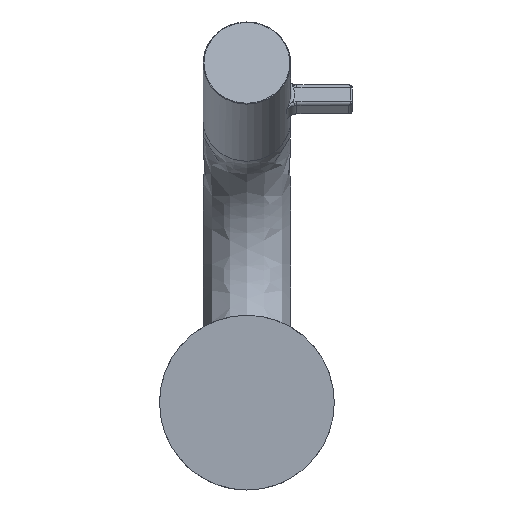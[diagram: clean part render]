
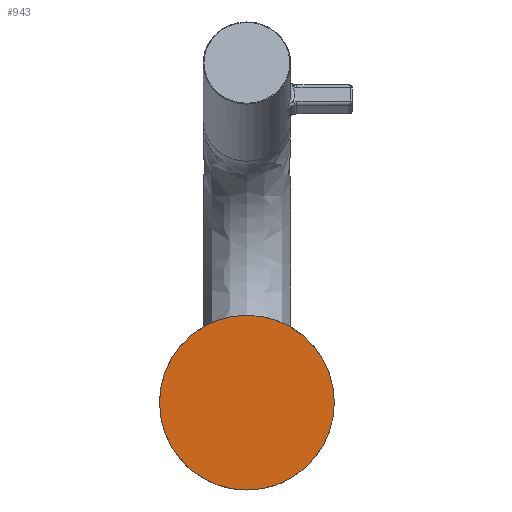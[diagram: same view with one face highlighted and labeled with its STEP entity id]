
A CAD part, front view. The second image highlights one B-rep face of the part: STEP entity #943.
In plain terms, the highlighted planar face has unit normal (0, -1, 0).
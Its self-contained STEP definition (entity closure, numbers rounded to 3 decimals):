
#3 = CIRCLE ( 'NONE', #247, 24. ) ;
#109 = EDGE_CURVE ( 'NONE', #868, #868, #3, .T. ) ;
#232 = PLANE ( 'NONE',  #1299 ) ;
#247 = AXIS2_PLACEMENT_3D ( 'NONE', #257, #808, #399 ) ;
#257 = CARTESIAN_POINT ( 'NONE',  ( 0., 0., 0. ) ) ;
#399 = DIRECTION ( 'NONE',  ( 1., 0., 0. ) ) ;
#436 = EDGE_LOOP ( 'NONE', ( #1087 ) ) ;
#520 = CARTESIAN_POINT ( 'NONE',  ( 24., 0., 0. ) ) ;
#808 = DIRECTION ( 'NONE',  ( 0., 1., 0. ) ) ;
#868 = VERTEX_POINT ( 'NONE', #520 ) ;
#943 = ADVANCED_FACE ( 'NONE', ( #1610 ), #232, .T. ) ;
#1087 = ORIENTED_EDGE ( 'NONE', *, *, #109, .F. ) ;
#1299 = AXIS2_PLACEMENT_3D ( 'NONE', #1859, #1536, #1330 ) ;
#1330 = DIRECTION ( 'NONE',  ( 1., 0., 0. ) ) ;
#1536 = DIRECTION ( 'NONE',  ( 0., -1., 0. ) ) ;
#1610 = FACE_OUTER_BOUND ( 'NONE', #436, .T. ) ;
#1859 = CARTESIAN_POINT ( 'NONE',  ( -21., 0., 0. ) ) ;
